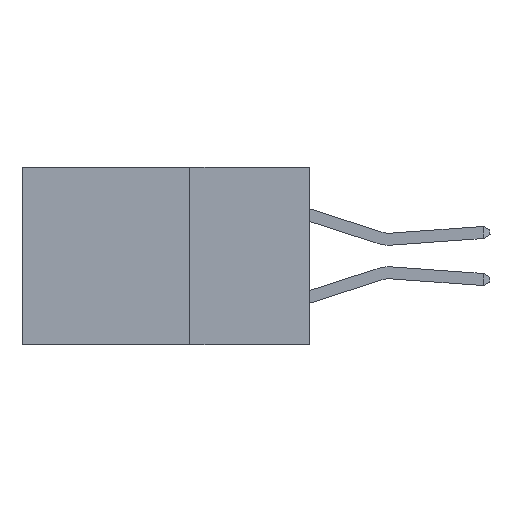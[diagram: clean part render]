
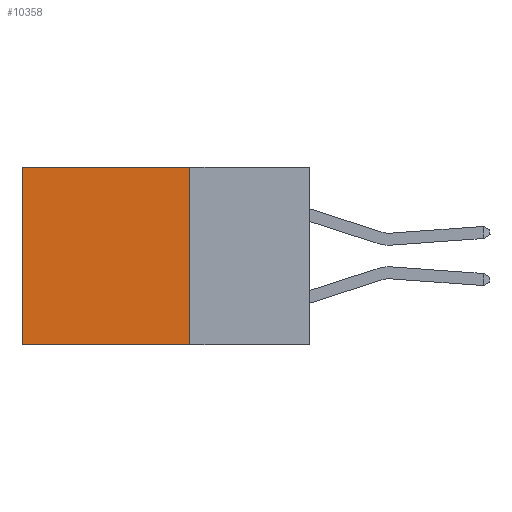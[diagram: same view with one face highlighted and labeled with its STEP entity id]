
A CAD part, left-side view. The second image highlights one B-rep face of the part: STEP entity #10358.
In plain terms, the highlighted planar face has unit normal (-1, 0, 0).
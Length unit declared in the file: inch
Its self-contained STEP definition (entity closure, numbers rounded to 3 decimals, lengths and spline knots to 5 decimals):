
#455 = DIRECTION ( 'NONE',  ( 0., 0., -1. ) ) ;
#504 = LINE ( 'NONE', #4550, #2522 ) ;
#731 = VERTEX_POINT ( 'NONE', #1668 ) ;
#793 = EDGE_CURVE ( 'NONE', #731, #8359, #8405, .T. ) ;
#1168 = CARTESIAN_POINT ( 'NONE',  ( 0.2615, 0.25, 0. ) ) ;
#1198 = CARTESIAN_POINT ( 'NONE',  ( 0.2615, 0.25, -0.37 ) ) ;
#1232 = VECTOR ( 'NONE', #1876, 39.37008 ) ;
#1668 = CARTESIAN_POINT ( 'NONE',  ( 0.2615, 0.25, 0. ) ) ;
#1767 = EDGE_CURVE ( 'NONE', #7487, #5331, #504, .T. ) ;
#1876 = DIRECTION ( 'NONE',  ( 0., 1., 0. ) ) ;
#2457 = VECTOR ( 'NONE', #455, 39.37008 ) ;
#2522 = VECTOR ( 'NONE', #3625, 39.37008 ) ;
#2785 = ORIENTED_EDGE ( 'NONE', *, *, #793, .T. ) ;
#3091 = CARTESIAN_POINT ( 'NONE',  ( 0.2615, 0.25, -0.37 ) ) ;
#3559 = CARTESIAN_POINT ( 'NONE',  ( 0.2615, 0.6, 0. ) ) ;
#3625 = DIRECTION ( 'NONE',  ( 0., 1., 0. ) ) ;
#3791 = FACE_OUTER_BOUND ( 'NONE', #4239, .T. ) ;
#3870 = CARTESIAN_POINT ( 'NONE',  ( 0.2615, 0.6, -0.37 ) ) ;
#4239 = EDGE_LOOP ( 'NONE', ( #6878, #8458, #7878, #2785 ) ) ;
#4550 = CARTESIAN_POINT ( 'NONE',  ( 0.2615, 0.25, -0.37 ) ) ;
#4626 = LINE ( 'NONE', #3870, #10041 ) ;
#5331 = VERTEX_POINT ( 'NONE', #7867 ) ;
#5475 = EDGE_CURVE ( 'NONE', #8359, #5331, #4626, .T. ) ;
#6878 = ORIENTED_EDGE ( 'NONE', *, *, #5475, .T. ) ;
#7034 = LINE ( 'NONE', #9515, #2457 ) ;
#7470 = AXIS2_PLACEMENT_3D ( 'NONE', #3091, #8044, #7897 ) ;
#7487 = VERTEX_POINT ( 'NONE', #1198 ) ;
#7867 = CARTESIAN_POINT ( 'NONE',  ( 0.2615, 0.6, -0.37 ) ) ;
#7878 = ORIENTED_EDGE ( 'NONE', *, *, #9091, .F. ) ;
#7897 = DIRECTION ( 'NONE',  ( 0., 0., -1. ) ) ;
#7915 = DIRECTION ( 'NONE',  ( 0., 0., -1. ) ) ;
#8044 = DIRECTION ( 'NONE',  ( 1., 0., 0. ) ) ;
#8359 = VERTEX_POINT ( 'NONE', #3559 ) ;
#8405 = LINE ( 'NONE', #1168, #1232 ) ;
#8458 = ORIENTED_EDGE ( 'NONE', *, *, #1767, .F. ) ;
#9091 = EDGE_CURVE ( 'NONE', #731, #7487, #7034, .T. ) ;
#9515 = CARTESIAN_POINT ( 'NONE',  ( 0.2615, 0.25, -0.37 ) ) ;
#10041 = VECTOR ( 'NONE', #7915, 39.37008 ) ;
#10358 = ADVANCED_FACE ( 'NONE', ( #3791 ), #10609, .F. ) ;
#10609 = PLANE ( 'NONE',  #7470 ) ;
